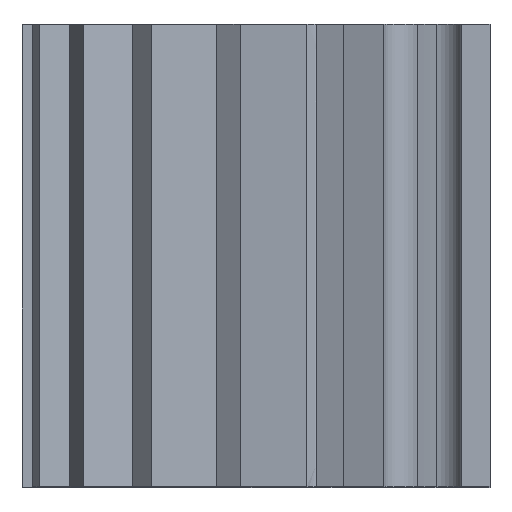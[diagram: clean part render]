
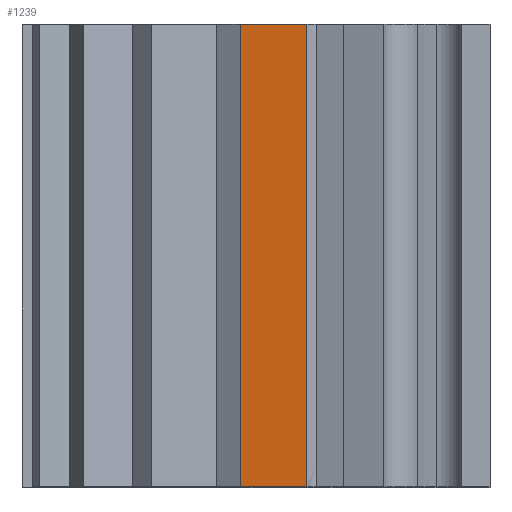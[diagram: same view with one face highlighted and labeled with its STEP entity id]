
A CAD part, top view. The second image highlights one B-rep face of the part: STEP entity #1239.
In plain terms, the highlighted planar face has unit normal (0.829, 0, 0.559).
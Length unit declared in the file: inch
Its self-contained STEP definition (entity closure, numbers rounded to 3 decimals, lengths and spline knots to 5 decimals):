
#142=LINE('',#2420,#256);
#143=LINE('',#2422,#257);
#144=LINE('',#2423,#258);
#256=VECTOR('',#1525,2.);
#257=VECTOR('',#1528,0.51323);
#258=VECTOR('',#1529,0.51323);
#300=PLANE('',#1301);
#357=FACE_OUTER_BOUND('',#415,.T.);
#415=EDGE_LOOP('',(#1029,#1030,#1031,#1032));
#476=B_SPLINE_CURVE_WITH_KNOTS('',3,(#2216,#2217,#2218,#2219),
 .UNSPECIFIED.,.F.,.F.,(4,4),(0.,5.08),.UNSPECIFIED.);
#553=VERTEX_POINT('',#2208);
#555=VERTEX_POINT('',#2215);
#609=VERTEX_POINT('',#2416);
#610=VERTEX_POINT('',#2418);
#695=EDGE_CURVE('',#553,#555,#476,.T.);
#791=EDGE_CURVE('',#609,#610,#142,.T.);
#792=EDGE_CURVE('',#609,#553,#143,.T.);
#793=EDGE_CURVE('',#555,#610,#144,.T.);
#1029=ORIENTED_EDGE('',*,*,#695,.F.);
#1030=ORIENTED_EDGE('',*,*,#792,.F.);
#1031=ORIENTED_EDGE('',*,*,#791,.T.);
#1032=ORIENTED_EDGE('',*,*,#793,.F.);
#1239=ADVANCED_FACE('',(#357),#300,.T.);
#1301=AXIS2_PLACEMENT_3D('',#2421,#1526,#1527);
#1525=DIRECTION('',(0.,-1.,0.));
#1526=DIRECTION('center_axis',(0.829,0.,0.559));
#1527=DIRECTION('ref_axis',(-0.559,0.,0.829));
#1528=DIRECTION('',(0.559,0.,-0.829));
#1529=DIRECTION('',(-0.559,0.,0.829));
#2208=CARTESIAN_POINT('',(-0.79356,0.,1.28826));
#2215=CARTESIAN_POINT('',(-0.79356,-2.,1.28826));
#2216=CARTESIAN_POINT('Ctrl Pts',(-0.79356,0.,
1.28826));
#2217=CARTESIAN_POINT('Ctrl Pts',(-0.79356,-0.66667,
1.28826));
#2218=CARTESIAN_POINT('Ctrl Pts',(-0.79356,-1.33333,
1.28826));
#2219=CARTESIAN_POINT('Ctrl Pts',(-0.79356,-2.,1.28826));
#2416=CARTESIAN_POINT('',(-1.08055,0.,1.71375));
#2418=CARTESIAN_POINT('',(-1.08055,-2.,1.71375));
#2420=CARTESIAN_POINT('',(-1.08055,0.,1.71375));
#2421=CARTESIAN_POINT('Origin',(-0.6575,0.,1.08655));
#2422=CARTESIAN_POINT('',(-1.08055,0.,1.71375));
#2423=CARTESIAN_POINT('',(-1.08055,-2.,1.71375));
